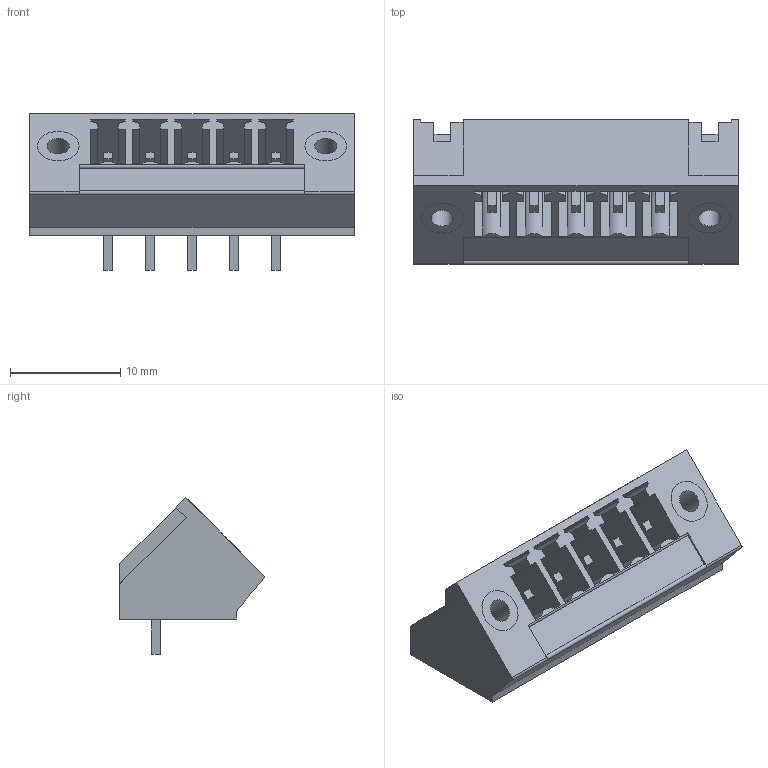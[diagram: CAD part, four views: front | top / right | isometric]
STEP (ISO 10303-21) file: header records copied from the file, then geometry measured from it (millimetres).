
FILE_DESCRIPTION(('CATIA V5 STEP Exchange','CAx-IF Rec.Pracs.--- Model Styling and Organization---1.2---2011-12-15'),'2;1');
FILE_NAME ('D1460940_0', '2018-04-23T07:45:07+00:00', ('none'), ('Weidmueller'), 'CATIA Version 5-6 Release 2014', 'CATIA V5 STEP AP214', 'none');
FILE_SCHEMA(('AUTOMOTIVE_DESIGN { 1 0 10303 214 1 1 1 1 }'));
Length unit declared in the file: millimetre
Products named in the file (1): 1976770000
Bounding box: 29.44 x 13.1 x 14.2 mm (x, y, z)
Volume: 1444 mm3; surface area: 3404.5 mm2
Topology: 8 solids, 8 shells, 303 faces, 852 edges, 570 vertices
Faces by surface type: plane 262, cylinder 41
Entity records: 9606 total; most frequent: ORIENTED_EDGE 1704, CARTESIAN_POINT 1685, DIRECTION 1342, EDGE_CURVE 852, VECTOR 770, LINE 770, VERTEX_POINT 570, EDGE_LOOP 330
